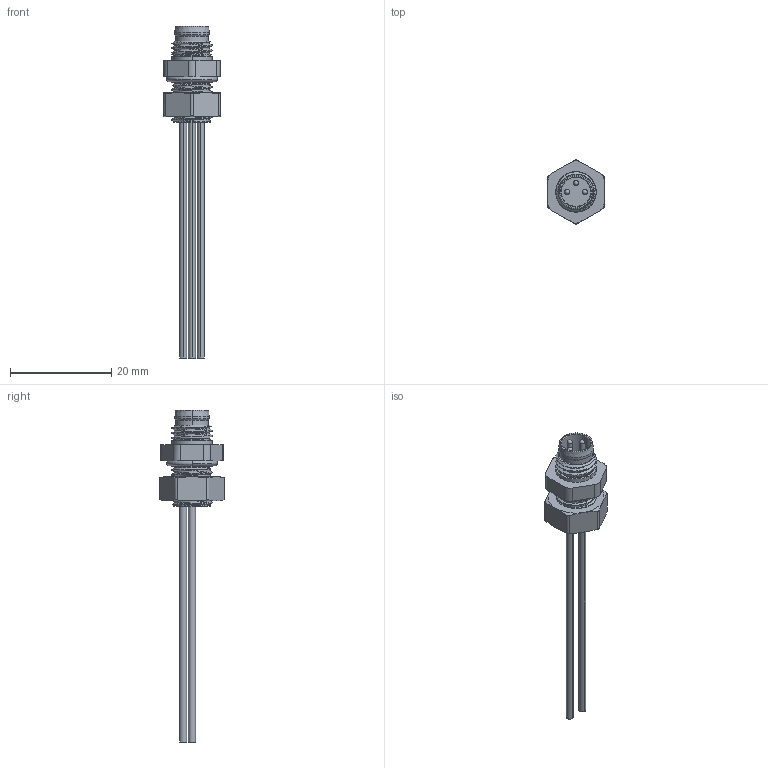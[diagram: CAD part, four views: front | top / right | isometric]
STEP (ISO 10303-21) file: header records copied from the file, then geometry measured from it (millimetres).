
FILE_DESCRIPTION (( 'STEP AP203' ), '1' );
FILE_NAME ('613P.3.STEP', '2013-03-21T13:31:09', ( 'J0FPBF1' ), ( '' ), 'SwSTEP 2.0', 'SolidWorks 2012', '' );
FILE_SCHEMA (( 'CONFIG_CONTROL_DESIGN' ));
Length unit declared in the file: inch
Products named in the file (1): 613P.3
Bounding box: 11.11 x 12.67 x 65.68 mm (x, y, z)
Volume: 1298.3 mm3; surface area: 2288.3 mm2
Topology: 2 solids, 2 shells, 194 faces, 584 edges, 406 vertices
Faces by surface type: cylinder 109, plane 38, cone 32, bspline 10, torus 5
Entity records: 12541 total; most frequent: CARTESIAN_POINT 7832, ORIENTED_EDGE 1156, DIRECTION 743, EDGE_CURVE 578, VERTEX_POINT 406, AXIS2_PLACEMENT_3D 289, EDGE_LOOP 216, B_SPLINE_CURVE_WITH_KNOTS 208
